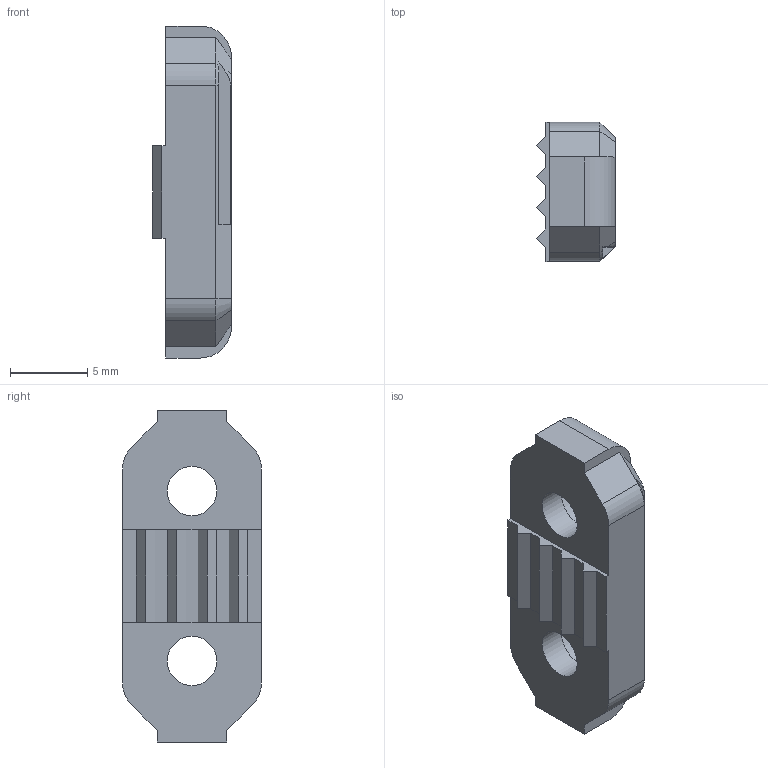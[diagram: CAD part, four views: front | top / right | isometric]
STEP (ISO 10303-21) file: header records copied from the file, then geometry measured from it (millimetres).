
FILE_DESCRIPTION(/* description */ (''),/* implementation_level */ '2;1');
FILE_NAME(/* name */ 'Belt Clamp.step',/* time_stamp */ '2020-11-23T04:51:15-05:00',/* author */ (''),/* organization */ (''),/* preprocessor_version */ 'ST-DEVELOPER v18.1',/* originating_system */ 'Autodesk Translation Framework v9.3.0.1241',/* authorisation */ '');
FILE_SCHEMA (('AUTOMOTIVE_DESIGN { 1 0 10303 214 3 1 1 }'));
Length unit declared in the file: millimetre
Products named in the file (1): Planetary Vertical Belt Clamp
Bounding box: 5.1 x 9 x 21.5 mm (x, y, z)
Volume: 561.2 mm3; surface area: 680.1 mm2
Topology: 1 solids, 1 shells, 56 faces, 148 edges, 96 vertices
Faces by surface type: plane 41, cylinder 10, cone 5
Full cylindrical faces by diameter (mm): 3.2 x2, 6.2 x2
Entity records: 1760 total; most frequent: CARTESIAN_POINT 303, ORIENTED_EDGE 296, DIRECTION 286, EDGE_CURVE 148, LINE 122, VECTOR 122, VERTEX_POINT 96, AXIS2_PLACEMENT_3D 82
